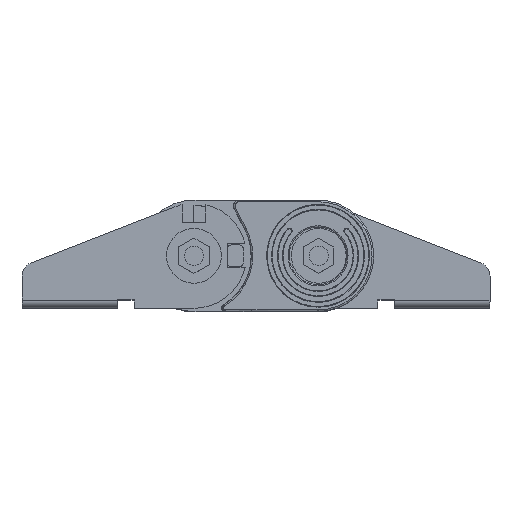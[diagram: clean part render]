
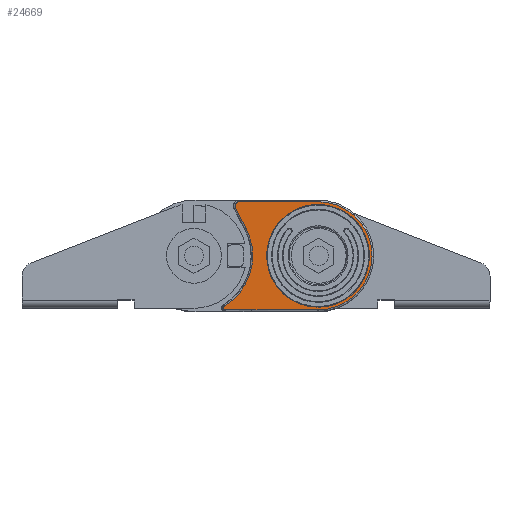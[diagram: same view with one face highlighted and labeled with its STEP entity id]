
A CAD part, top view. The second image highlights one B-rep face of the part: STEP entity #24669.
In plain terms, the highlighted planar face has unit normal (0, 0, 1).
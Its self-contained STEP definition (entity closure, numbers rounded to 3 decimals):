
#1105 = CARTESIAN_POINT ( 'NONE',  ( -182.334, -21.332, 214.883 ) ) ;
#1133 = CARTESIAN_POINT ( 'NONE',  ( -142.505, 22.591, 214.883 ) ) ;
#1901 = VERTEX_POINT ( 'NONE', #17980 ) ;
#1907 = AXIS2_PLACEMENT_3D ( 'NONE', #51808, #43482, #3149 ) ;
#2193 = CARTESIAN_POINT ( 'NONE',  ( -185.427, -22.704, 214.883 ) ) ;
#2206 = AXIS2_PLACEMENT_3D ( 'NONE', #52536, #13567, #5274 ) ;
#2459 = VECTOR ( 'NONE', #26461, 1000. ) ;
#2490 =( BOUNDED_CURVE ( )  B_SPLINE_CURVE ( 3, ( #50804, #42978, #26552, #47044 ),
 .UNSPECIFIED., .F., .T. ) 
 B_SPLINE_CURVE_WITH_KNOTS ( ( 4, 4 ),
 ( 2.441, 4.166 ),
 .UNSPECIFIED. ) 
 CURVE ( )  GEOMETRIC_REPRESENTATION_ITEM ( )  RATIONAL_B_SPLINE_CURVE ( ( 1., 0.767, 0.767, 1. ) ) 
 REPRESENTATION_ITEM ( '' )  );
#2686 = ORIENTED_EDGE ( 'NONE', *, *, #34255, .T. ) ;
#2968 = EDGE_CURVE ( 'NONE', #29139, #10861, #45031, .T. ) ;
#3149 = DIRECTION ( 'NONE',  ( -1., 0., 0. ) ) ;
#3161 = CARTESIAN_POINT ( 'NONE',  ( -142.864, -22.706, 214.883 ) ) ;
#3525 = CARTESIAN_POINT ( 'NONE',  ( -142.865, -0.056, 214.883 ) ) ;
#4009 = EDGE_CURVE ( 'NONE', #32818, #11830, #2490, .T. ) ;
#4528 = EDGE_CURVE ( 'NONE', #12972, #32265, #45554, .T. ) ;
#4533 = CARTESIAN_POINT ( 'NONE',  ( -164.368, -0.056, 214.883 ) ) ;
#5181 = CARTESIAN_POINT ( 'NONE',  ( -182.522, -21.789, 214.883 ) ) ;
#5230 = CARTESIAN_POINT ( 'NONE',  ( -176.361, 22.591, 214.883 ) ) ;
#5274 = DIRECTION ( 'NONE',  ( -1., 0., 0. ) ) ;
#5364 = CARTESIAN_POINT ( 'NONE',  ( -182.078, -21.124, 214.883 ) ) ;
#5639 = CARTESIAN_POINT ( 'NONE',  ( -143.187, -22.704, 214.883 ) ) ;
#7018 = CARTESIAN_POINT ( 'NONE',  ( -142.865, -0.056, 214.883 ) ) ;
#7532 = LINE ( 'NONE', #46435, #2459 ) ;
#7701 = CARTESIAN_POINT ( 'NONE',  ( -142.865, -0.056, 214.883 ) ) ;
#9396 = CARTESIAN_POINT ( 'NONE',  ( -182.502, -22.117, 214.883 ) ) ;
#9707 = CIRCLE ( 'NONE', #46240, 21.503 ) ;
#10861 = VERTEX_POINT ( 'NONE', #30332 ) ;
#11830 = VERTEX_POINT ( 'NONE', #39618 ) ;
#11848 = DIRECTION ( 'NONE',  ( -1., 0., 0. ) ) ;
#12558 = VERTEX_POINT ( 'NONE', #1133 ) ;
#12831 = EDGE_CURVE ( 'NONE', #21396, #40335, #18050, .T. ) ;
#12972 = VERTEX_POINT ( 'NONE', #4533 ) ;
#13567 = DIRECTION ( 'NONE',  ( 0., 0., 1. ) ) ;
#14644 = EDGE_LOOP ( 'NONE', ( #17586, #37348 ) ) ;
#15569 = CARTESIAN_POINT ( 'NONE',  ( -143.079, -22.704, 214.883 ) ) ;
#15874 = ORIENTED_EDGE ( 'NONE', *, *, #33362, .T. ) ;
#16030 = AXIS2_PLACEMENT_3D ( 'NONE', #7701, #36012, #31432 ) ;
#17583 = CARTESIAN_POINT ( 'NONE',  ( -182.219, -21.209, 214.883 ) ) ;
#17586 = ORIENTED_EDGE ( 'NONE', *, *, #4528, .T. ) ;
#17861 = ORIENTED_EDGE ( 'NONE', *, *, #4009, .T. ) ;
#17980 = CARTESIAN_POINT ( 'NONE',  ( -182.078, -21.124, 214.883 ) ) ;
#18050 = LINE ( 'NONE', #2193, #18637 ) ;
#18637 = VECTOR ( 'NONE', #39253, 1000. ) ;
#19366 = CARTESIAN_POINT ( 'NONE',  ( -121.361, -0.056, 214.883 ) ) ;
#19645 = ORIENTED_EDGE ( 'NONE', *, *, #27652, .T. ) ;
#19865 = VECTOR ( 'NONE', #31310, 1000. ) ;
#20017 = ORIENTED_EDGE ( 'NONE', *, *, #2968, .T. ) ;
#20182 = PLANE ( 'NONE',  #2206 ) ;
#20738 = LINE ( 'NONE', #45405, #52374 ) ;
#21013 = FACE_BOUND ( 'NONE', #14644, .T. ) ;
#21396 = VERTEX_POINT ( 'NONE', #28745 ) ;
#23512 = ORIENTED_EDGE ( 'NONE', *, *, #43729, .T. ) ;
#24669 = ADVANCED_FACE ( 'NONE', ( #50728, #21013 ), #20182, .T. ) ;
#25767 = EDGE_CURVE ( 'NONE', #12558, #32818, #7532, .T. ) ;
#25776 = CARTESIAN_POINT ( 'NONE',  ( -142.864, -22.706, 214.883 ) ) ;
#25856 = CARTESIAN_POINT ( 'NONE',  ( -182.131, -22.655, 214.883 ) ) ;
#26461 = DIRECTION ( 'NONE',  ( -1., 0., 0. ) ) ;
#26525 = B_SPLINE_CURVE_WITH_KNOTS ( 'NONE', 3,
 ( #5364, #17583, #1105, #41601, #5181, #9396, #49754, #46013, #25856, #45309 ),
 .UNSPECIFIED., .F., .F.,
 ( 4, 2, 2, 2, 4 ),
 ( 0., 0.25, 0.5, 0.75, 1. ),
 .UNSPECIFIED. ) ;
#26552 = CARTESIAN_POINT ( 'NONE',  ( -178.032, 21.021, 214.883 ) ) ;
#26811 = VERTEX_POINT ( 'NONE', #25776 ) ;
#26975 = ORIENTED_EDGE ( 'NONE', *, *, #30363, .T. ) ;
#27652 = EDGE_CURVE ( 'NONE', #10861, #21396, #20738, .T. ) ;
#28127 = CARTESIAN_POINT ( 'NONE',  ( -143.187, -22.704, 214.883 ) ) ;
#28745 = CARTESIAN_POINT ( 'NONE',  ( -170.972, -22.704, 214.883 ) ) ;
#29139 = VERTEX_POINT ( 'NONE', #45664 ) ;
#29824 = EDGE_CURVE ( 'NONE', #32265, #12972, #9707, .T. ) ;
#30058 = EDGE_CURVE ( 'NONE', #1901, #29139, #26525, .T. ) ;
#30332 = CARTESIAN_POINT ( 'NONE',  ( -170.97, -22.724, 214.883 ) ) ;
#30363 = EDGE_CURVE ( 'NONE', #11830, #45583, #44493, .T. ) ;
#30796 = CARTESIAN_POINT ( 'NONE',  ( -159.445, -14.876, 214.883 ) ) ;
#30960 = CIRCLE ( 'NONE', #45679, 22.65 ) ;
#31310 = DIRECTION ( 'NONE',  ( 0.46, -0.888, 0. ) ) ;
#31425 = DIRECTION ( 'NONE',  ( 0., 0., -1. ) ) ;
#31432 = DIRECTION ( 'NONE',  ( -1., 0., 0. ) ) ;
#31827 = DIRECTION ( 'NONE',  ( 0., 0., 1. ) ) ;
#31984 = CARTESIAN_POINT ( 'NONE',  ( -142.971, -22.705, 214.883 ) ) ;
#32265 = VERTEX_POINT ( 'NONE', #19366 ) ;
#32818 = VERTEX_POINT ( 'NONE', #5230 ) ;
#33362 = EDGE_CURVE ( 'NONE', #40335, #26811, #37293, .T. ) ;
#33723 = DIRECTION ( 'NONE',  ( -0.112, 0.994, 0. ) ) ;
#34255 = EDGE_CURVE ( 'NONE', #26811, #12558, #30960, .T. ) ;
#35264 = ORIENTED_EDGE ( 'NONE', *, *, #25767, .T. ) ;
#35942 = CARTESIAN_POINT ( 'NONE',  ( -174.038, -22.724, 214.883 ) ) ;
#36012 = DIRECTION ( 'NONE',  ( 0., 0., -1. ) ) ;
#36547 = ORIENTED_EDGE ( 'NONE', *, *, #12831, .T. ) ;
#37293 = B_SPLINE_CURVE_WITH_KNOTS ( 'NONE', 3,
 ( #28127, #15569, #31984, #3161 ),
 .UNSPECIFIED., .F., .F.,
 ( 4, 4 ),
 ( 0., 0. ),
 .UNSPECIFIED. ) ;
#37348 = ORIENTED_EDGE ( 'NONE', *, *, #29824, .T. ) ;
#38050 = VECTOR ( 'NONE', #51555, 1000. ) ;
#38568 = EDGE_LOOP ( 'NONE', ( #35264, #17861, #26975, #23512, #46351, #20017, #19645, #36547, #15874, #2686 ) ) ;
#39253 = DIRECTION ( 'NONE',  ( 1., 0., 0. ) ) ;
#39618 = CARTESIAN_POINT ( 'NONE',  ( -177.451, 19.9, 214.883 ) ) ;
#40335 = VERTEX_POINT ( 'NONE', #5639 ) ;
#41601 = CARTESIAN_POINT ( 'NONE',  ( -182.487, -21.623, 214.883 ) ) ;
#42978 = CARTESIAN_POINT ( 'NONE',  ( -177.558, 22.19, 214.883 ) ) ;
#43482 = DIRECTION ( 'NONE',  ( 0., 0., -1. ) ) ;
#43729 = EDGE_CURVE ( 'NONE', #45583, #1901, #51777, .T. ) ;
#44493 = LINE ( 'NONE', #30796, #19865 ) ;
#44675 = CARTESIAN_POINT ( 'NONE',  ( -173.193, 11.676, 214.883 ) ) ;
#45031 = LINE ( 'NONE', #35942, #38050 ) ;
#45309 = CARTESIAN_POINT ( 'NONE',  ( -181.978, -22.724, 214.883 ) ) ;
#45405 = CARTESIAN_POINT ( 'NONE',  ( -170.883, -23.494, 214.883 ) ) ;
#45554 = CIRCLE ( 'NONE', #16030, 21.503 ) ;
#45583 = VERTEX_POINT ( 'NONE', #44675 ) ;
#45664 = CARTESIAN_POINT ( 'NONE',  ( -181.978, -22.724, 214.883 ) ) ;
#45679 = AXIS2_PLACEMENT_3D ( 'NONE', #3525, #31827, #11848 ) ;
#46013 = CARTESIAN_POINT ( 'NONE',  ( -182.26, -22.547, 214.883 ) ) ;
#46240 = AXIS2_PLACEMENT_3D ( 'NONE', #7018, #31425, #51102 ) ;
#46351 = ORIENTED_EDGE ( 'NONE', *, *, #30058, .T. ) ;
#46435 = CARTESIAN_POINT ( 'NONE',  ( -186.433, 22.591, 214.883 ) ) ;
#47044 = CARTESIAN_POINT ( 'NONE',  ( -177.451, 19.9, 214.883 ) ) ;
#49754 = CARTESIAN_POINT ( 'NONE',  ( -182.447, -22.277, 214.883 ) ) ;
#50728 = FACE_OUTER_BOUND ( 'NONE', #38568, .T. ) ;
#50804 = CARTESIAN_POINT ( 'NONE',  ( -176.361, 22.591, 214.883 ) ) ;
#51102 = DIRECTION ( 'NONE',  ( -1., 0., 0. ) ) ;
#51555 = DIRECTION ( 'NONE',  ( 1., 0., 0. ) ) ;
#51777 = CIRCLE ( 'NONE', #1907, 24.645 ) ;
#51808 = CARTESIAN_POINT ( 'NONE',  ( -194.867, -0.056, 214.883 ) ) ;
#52374 = VECTOR ( 'NONE', #33723, 1000. ) ;
#52536 = CARTESIAN_POINT ( 'NONE',  ( -185.427, -28.169, 214.883 ) ) ;
